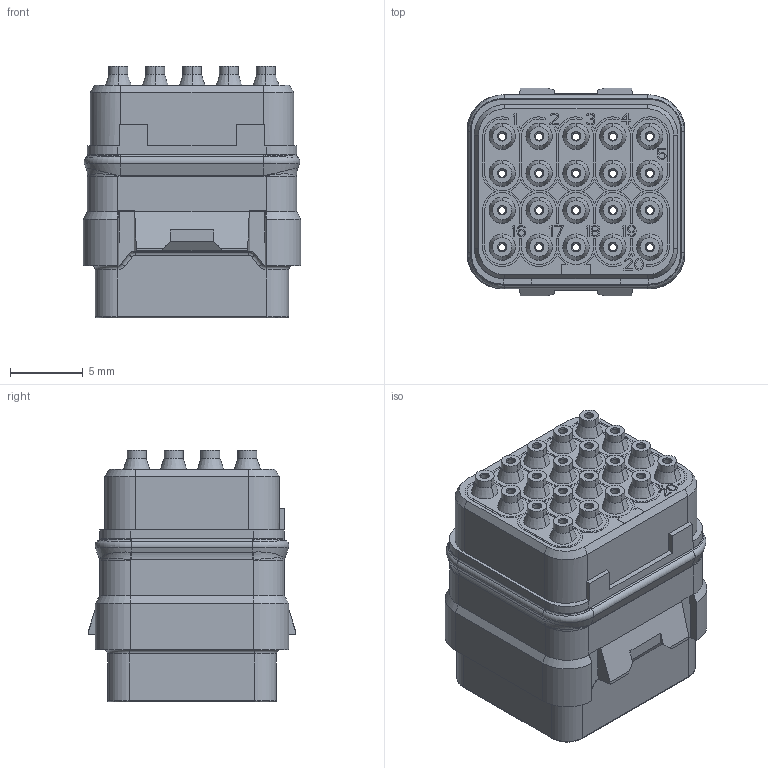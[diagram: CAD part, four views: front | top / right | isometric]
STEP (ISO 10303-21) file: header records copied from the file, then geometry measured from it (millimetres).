
FILE_DESCRIPTION((''),'2;1');
FILE_NAME('SIMEZ2B22PA','2020-01-07T',('presta_be4'),(''),'CREO PARAMETRIC BY PTC INC, 2018360','CREO PARAMETRIC BY PTC INC, 2018360','');
FILE_SCHEMA(('CONFIG_CONTROL_DESIGN'));
Products named in the file (1): SIMEZ2B22PA
Bounding box: 15 x 14.3 x 17.34 mm (x, y, z)
Volume: 1696.5 mm3; surface area: 3421.6 mm2
Topology: 1 solids, 1 shells, 3396 faces, 8461 edges, 5232 vertices
Faces by surface type: plane 1623, cylinder 889, torus 496, cone 348, bspline 40
Entity records: 102891 total; most frequent: CARTESIAN_POINT 19815, DIRECTION 18119, ORIENTED_EDGE 16922, EDGE_CURVE 8461, AXIS2_PLACEMENT_3D 6438, VECTOR 5243, LINE 5243, VERTEX_POINT 5232
